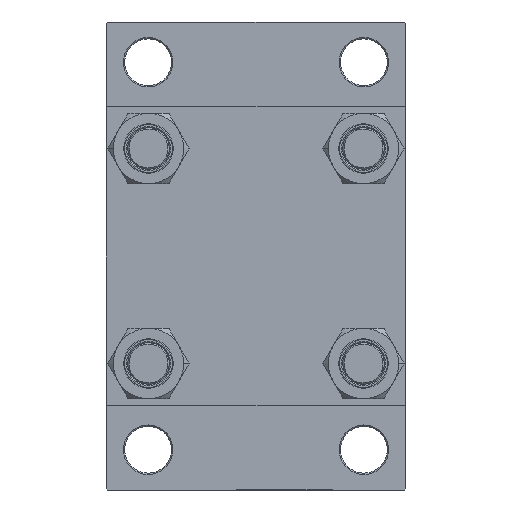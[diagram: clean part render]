
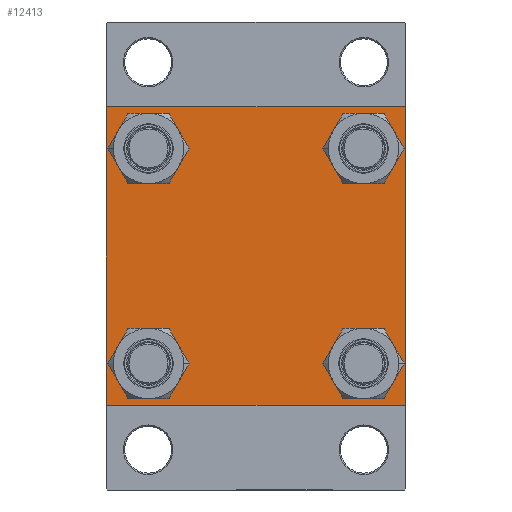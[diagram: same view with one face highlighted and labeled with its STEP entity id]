
A CAD part, left-side view. The second image highlights one B-rep face of the part: STEP entity #12413.
In plain terms, the highlighted planar face has unit normal (-1, 0, 0).
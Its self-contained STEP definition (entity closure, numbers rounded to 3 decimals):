
#186 = CARTESIAN_POINT ( 'NONE',  ( 0., -41.35, 41.35 ) ) ;
#394 = DIRECTION ( 'NONE',  ( 1., 0., 0. ) ) ;
#506 = ORIENTED_EDGE ( 'NONE', *, *, #17373, .T. ) ;
#607 = EDGE_CURVE ( 'NONE', #13671, #23097, #20169, .T. ) ;
#938 = EDGE_CURVE ( 'NONE', #7662, #33607, #38823, .T. ) ;
#940 = ORIENTED_EDGE ( 'NONE', *, *, #32614, .T. ) ;
#973 = CARTESIAN_POINT ( 'NONE',  ( 0., 57.5, 57. ) ) ;
#1316 = VERTEX_POINT ( 'NONE', #14041 ) ;
#1644 = CARTESIAN_POINT ( 'NONE',  ( 0., 57.5, 57.5 ) ) ;
#1977 = ORIENTED_EDGE ( 'NONE', *, *, #24564, .T. ) ;
#3373 = DIRECTION ( 'NONE',  ( 1., 0., 0. ) ) ;
#3492 = CARTESIAN_POINT ( 'NONE',  ( 0., 41.35, 41.35 ) ) ;
#4548 = ORIENTED_EDGE ( 'NONE', *, *, #938, .T. ) ;
#4807 = DIRECTION ( 'NONE',  ( 0., -1., 0. ) ) ;
#4939 = VERTEX_POINT ( 'NONE', #41524 ) ;
#5153 = DIRECTION ( 'NONE',  ( 0., 0., 1. ) ) ;
#6010 = VECTOR ( 'NONE', #29322, 1000. ) ;
#6118 = CIRCLE ( 'NONE', #23173, 8.5 ) ;
#6137 = CARTESIAN_POINT ( 'NONE',  ( 0., 41.35, -32.85 ) ) ;
#6400 = LINE ( 'NONE', #32179, #41675 ) ;
#6424 = CARTESIAN_POINT ( 'NONE',  ( 0., -41.35, -49.85 ) ) ;
#6624 = CARTESIAN_POINT ( 'NONE',  ( 0., 57.5, -57. ) ) ;
#6815 = EDGE_CURVE ( 'NONE', #33607, #7662, #38074, .T. ) ;
#7205 = EDGE_LOOP ( 'NONE', ( #12277, #45090, #1977, #13517, #20802, #29567, #41172, #940 ) ) ;
#7297 = VERTEX_POINT ( 'NONE', #28389 ) ;
#7375 = VERTEX_POINT ( 'NONE', #23761 ) ;
#7429 = EDGE_CURVE ( 'NONE', #23097, #13671, #26396, .T. ) ;
#7662 = VERTEX_POINT ( 'NONE', #17796 ) ;
#7797 = LINE ( 'NONE', #22642, #36871 ) ;
#8216 = DIRECTION ( 'NONE',  ( 0., 0., 1. ) ) ;
#8699 = LINE ( 'NONE', #1644, #30551 ) ;
#8738 = DIRECTION ( 'NONE',  ( 0., 0.707, -0.707 ) ) ;
#8929 = CARTESIAN_POINT ( 'NONE',  ( 0., 41.35, 32.85 ) ) ;
#9733 = LINE ( 'NONE', #24568, #43503 ) ;
#10147 = DIRECTION ( 'NONE',  ( 1., 0., 0. ) ) ;
#10378 = DIRECTION ( 'NONE',  ( 0., 0., 1. ) ) ;
#11118 = CARTESIAN_POINT ( 'NONE',  ( 0., -41.35, 41.35 ) ) ;
#11389 = DIRECTION ( 'NONE',  ( 1., 0., 0. ) ) ;
#11652 = CARTESIAN_POINT ( 'NONE',  ( 0., 57.5, 57.5 ) ) ;
#11668 = VERTEX_POINT ( 'NONE', #16943 ) ;
#11727 = EDGE_LOOP ( 'NONE', ( #46084, #16127 ) ) ;
#11868 = DIRECTION ( 'NONE',  ( 1., 0., 0. ) ) ;
#12095 = FACE_BOUND ( 'NONE', #19911, .T. ) ;
#12277 = ORIENTED_EDGE ( 'NONE', *, *, #46995, .T. ) ;
#12413 = ADVANCED_FACE ( 'NONE', ( #18909, #12095, #40824, #18670, #33745 ), #15255, .T. ) ;
#12995 = VECTOR ( 'NONE', #15055, 1000. ) ;
#13214 = AXIS2_PLACEMENT_3D ( 'NONE', #24982, #10147, #10378 ) ;
#13462 = DIRECTION ( 'NONE',  ( 0., 0., -1. ) ) ;
#13517 = ORIENTED_EDGE ( 'NONE', *, *, #34989, .T. ) ;
#13671 = VERTEX_POINT ( 'NONE', #8929 ) ;
#13892 = VECTOR ( 'NONE', #8738, 1000. ) ;
#14041 = CARTESIAN_POINT ( 'NONE',  ( 0., -57., -57.5 ) ) ;
#15055 = DIRECTION ( 'NONE',  ( 0., 0., -1. ) ) ;
#15255 = PLANE ( 'NONE',  #23464 ) ;
#15788 = ORIENTED_EDGE ( 'NONE', *, *, #46066, .T. ) ;
#16127 = ORIENTED_EDGE ( 'NONE', *, *, #607, .T. ) ;
#16943 = CARTESIAN_POINT ( 'NONE',  ( 0., 57., 57.5 ) ) ;
#17118 = AXIS2_PLACEMENT_3D ( 'NONE', #34826, #23151, #5153 ) ;
#17373 = EDGE_CURVE ( 'NONE', #28609, #47281, #22049, .T. ) ;
#17796 = CARTESIAN_POINT ( 'NONE',  ( 0., 41.35, -49.85 ) ) ;
#18290 = VECTOR ( 'NONE', #28591, 1000. ) ;
#18568 = DIRECTION ( 'NONE',  ( 0., 0., 1. ) ) ;
#18670 = FACE_BOUND ( 'NONE', #11727, .T. ) ;
#18846 = CARTESIAN_POINT ( 'NONE',  ( 0., -57.5, 57. ) ) ;
#18909 = FACE_BOUND ( 'NONE', #42429, .T. ) ;
#19684 = CARTESIAN_POINT ( 'NONE',  ( 0., 57.25, 57.25 ) ) ;
#19911 = EDGE_LOOP ( 'NONE', ( #43923, #506 ) ) ;
#20169 = CIRCLE ( 'NONE', #42729, 8.5 ) ;
#20802 = ORIENTED_EDGE ( 'NONE', *, *, #45783, .F. ) ;
#22049 = CIRCLE ( 'NONE', #38359, 8.5 ) ;
#22308 = DIRECTION ( 'NONE',  ( 1., 0., 0. ) ) ;
#22642 = CARTESIAN_POINT ( 'NONE',  ( 0., 57.25, -57.25 ) ) ;
#22844 = EDGE_CURVE ( 'NONE', #23554, #7297, #7797, .T. ) ;
#22858 = ORIENTED_EDGE ( 'NONE', *, *, #6815, .T. ) ;
#23097 = VERTEX_POINT ( 'NONE', #37830 ) ;
#23151 = DIRECTION ( 'NONE',  ( 1., 0., 0. ) ) ;
#23173 = AXIS2_PLACEMENT_3D ( 'NONE', #31071, #11868, #8216 ) ;
#23333 = LINE ( 'NONE', #19684, #13892 ) ;
#23464 = AXIS2_PLACEMENT_3D ( 'NONE', #30094, #44956, #37633 ) ;
#23554 = VERTEX_POINT ( 'NONE', #6624 ) ;
#23761 = CARTESIAN_POINT ( 'NONE',  ( 0., -57.5, -57. ) ) ;
#24344 = ORIENTED_EDGE ( 'NONE', *, *, #29932, .T. ) ;
#24564 = EDGE_CURVE ( 'NONE', #7297, #1316, #37066, .T. ) ;
#24568 = CARTESIAN_POINT ( 'NONE',  ( 0., -57.25, -57.25 ) ) ;
#24982 = CARTESIAN_POINT ( 'NONE',  ( 0., 41.35, 41.35 ) ) ;
#25243 = CARTESIAN_POINT ( 'NONE',  ( 0., -41.35, -32.85 ) ) ;
#25640 = DIRECTION ( 'NONE',  ( 1., 0., 0. ) ) ;
#25953 = DIRECTION ( 'NONE',  ( 0., 0., 1. ) ) ;
#26223 = DIRECTION ( 'NONE',  ( 0., 0., 1. ) ) ;
#26396 = CIRCLE ( 'NONE', #13214, 8.5 ) ;
#27669 = DIRECTION ( 'NONE',  ( 0., -0.707, -0.707 ) ) ;
#28229 = EDGE_CURVE ( 'NONE', #36310, #39750, #39808, .T. ) ;
#28389 = CARTESIAN_POINT ( 'NONE',  ( 0., 57., -57.5 ) ) ;
#28480 = VERTEX_POINT ( 'NONE', #38286 ) ;
#28591 = DIRECTION ( 'NONE',  ( 0., -1., 0. ) ) ;
#28609 = VERTEX_POINT ( 'NONE', #6424 ) ;
#28621 = CARTESIAN_POINT ( 'NONE',  ( 0., -57.25, 57.25 ) ) ;
#29157 = DIRECTION ( 'NONE',  ( 0., 0., 1. ) ) ;
#29322 = DIRECTION ( 'NONE',  ( 0., 0.707, 0.707 ) ) ;
#29567 = ORIENTED_EDGE ( 'NONE', *, *, #28229, .T. ) ;
#29932 = EDGE_CURVE ( 'NONE', #28480, #4939, #38671, .T. ) ;
#30094 = CARTESIAN_POINT ( 'NONE',  ( 0., 0., 0. ) ) ;
#30110 = DIRECTION ( 'NONE',  ( 0., -0.707, 0.707 ) ) ;
#30551 = VECTOR ( 'NONE', #4807, 1000. ) ;
#30603 = EDGE_LOOP ( 'NONE', ( #22858, #4548 ) ) ;
#30946 = EDGE_CURVE ( 'NONE', #47281, #28609, #6118, .T. ) ;
#31036 = AXIS2_PLACEMENT_3D ( 'NONE', #43541, #3373, #29157 ) ;
#31071 = CARTESIAN_POINT ( 'NONE',  ( 0., -41.35, -41.35 ) ) ;
#32179 = CARTESIAN_POINT ( 'NONE',  ( 0., -57.5, 57.5 ) ) ;
#32226 = CARTESIAN_POINT ( 'NONE',  ( 0., 57.5, -57.5 ) ) ;
#32614 = EDGE_CURVE ( 'NONE', #11668, #42508, #23333, .T. ) ;
#33249 = CARTESIAN_POINT ( 'NONE',  ( 0., -41.35, -41.35 ) ) ;
#33607 = VERTEX_POINT ( 'NONE', #6137 ) ;
#33745 = FACE_OUTER_BOUND ( 'NONE', #7205, .T. ) ;
#33919 = CIRCLE ( 'NONE', #47160, 8.5 ) ;
#34826 = CARTESIAN_POINT ( 'NONE',  ( 0., 41.35, -41.35 ) ) ;
#34989 = EDGE_CURVE ( 'NONE', #1316, #7375, #9733, .T. ) ;
#35161 = EDGE_CURVE ( 'NONE', #11668, #39750, #8699, .T. ) ;
#36310 = VERTEX_POINT ( 'NONE', #18846 ) ;
#36871 = VECTOR ( 'NONE', #27669, 1000. ) ;
#37066 = LINE ( 'NONE', #32226, #18290 ) ;
#37633 = DIRECTION ( 'NONE',  ( 0., 0., 1. ) ) ;
#37830 = CARTESIAN_POINT ( 'NONE',  ( 0., 41.35, 49.85 ) ) ;
#38074 = CIRCLE ( 'NONE', #17118, 8.5 ) ;
#38286 = CARTESIAN_POINT ( 'NONE',  ( 0., -41.35, 32.85 ) ) ;
#38359 = AXIS2_PLACEMENT_3D ( 'NONE', #33249, #394, #48115 ) ;
#38671 = CIRCLE ( 'NONE', #40251, 8.5 ) ;
#38823 = CIRCLE ( 'NONE', #31036, 8.5 ) ;
#39750 = VERTEX_POINT ( 'NONE', #45702 ) ;
#39808 = LINE ( 'NONE', #28621, #6010 ) ;
#40251 = AXIS2_PLACEMENT_3D ( 'NONE', #186, #11389, #26223 ) ;
#40824 = FACE_BOUND ( 'NONE', #30603, .T. ) ;
#41172 = ORIENTED_EDGE ( 'NONE', *, *, #35161, .F. ) ;
#41524 = CARTESIAN_POINT ( 'NONE',  ( 0., -41.35, 49.85 ) ) ;
#41675 = VECTOR ( 'NONE', #13462, 1000. ) ;
#42429 = EDGE_LOOP ( 'NONE', ( #15788, #24344 ) ) ;
#42508 = VERTEX_POINT ( 'NONE', #973 ) ;
#42729 = AXIS2_PLACEMENT_3D ( 'NONE', #3492, #25640, #18568 ) ;
#43503 = VECTOR ( 'NONE', #30110, 1000. ) ;
#43541 = CARTESIAN_POINT ( 'NONE',  ( 0., 41.35, -41.35 ) ) ;
#43923 = ORIENTED_EDGE ( 'NONE', *, *, #30946, .T. ) ;
#44956 = DIRECTION ( 'NONE',  ( -1., 0., 0. ) ) ;
#44994 = LINE ( 'NONE', #11652, #12995 ) ;
#45090 = ORIENTED_EDGE ( 'NONE', *, *, #22844, .T. ) ;
#45702 = CARTESIAN_POINT ( 'NONE',  ( 0., -57., 57.5 ) ) ;
#45783 = EDGE_CURVE ( 'NONE', #36310, #7375, #6400, .T. ) ;
#46066 = EDGE_CURVE ( 'NONE', #4939, #28480, #33919, .T. ) ;
#46084 = ORIENTED_EDGE ( 'NONE', *, *, #7429, .T. ) ;
#46995 = EDGE_CURVE ( 'NONE', #42508, #23554, #44994, .T. ) ;
#47160 = AXIS2_PLACEMENT_3D ( 'NONE', #11118, #22308, #25953 ) ;
#47281 = VERTEX_POINT ( 'NONE', #25243 ) ;
#48115 = DIRECTION ( 'NONE',  ( 0., 0., 1. ) ) ;
